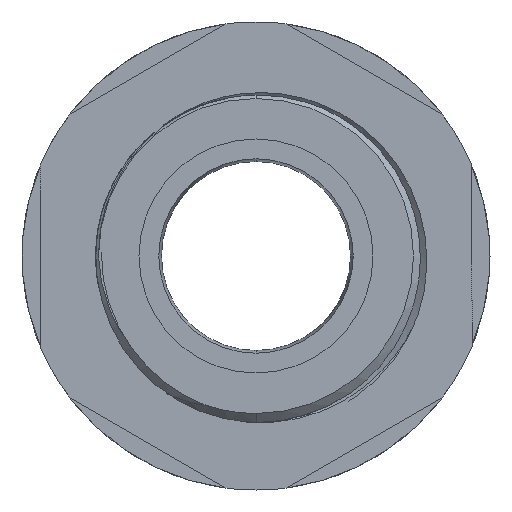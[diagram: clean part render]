
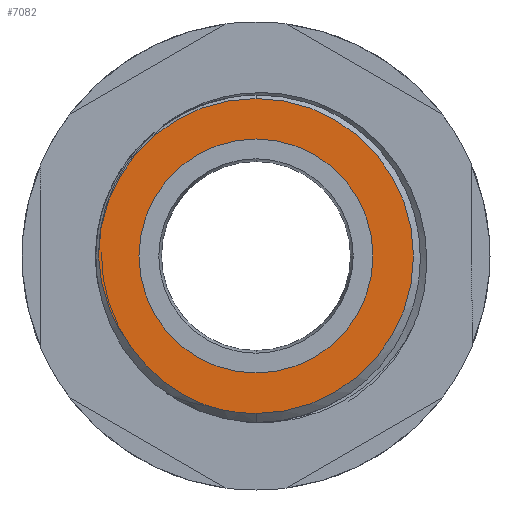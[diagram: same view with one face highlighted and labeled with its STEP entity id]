
A CAD part, front view. The second image highlights one B-rep face of the part: STEP entity #7082.
In plain terms, the highlighted planar face has unit normal (0, -1, 0).
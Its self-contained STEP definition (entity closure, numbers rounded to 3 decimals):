
#127 = CARTESIAN_POINT ( 'NONE',  ( 0., -8., 6.5 ) ) ;
#657 = PLANE ( 'NONE',  #8290 ) ;
#671 = CIRCLE ( 'NONE', #9434, 6.5 ) ;
#730 = CARTESIAN_POINT ( 'NONE',  ( 0., -8., 0. ) ) ;
#739 = EDGE_CURVE ( 'NONE', #5920, #1575, #671, .T. ) ;
#1033 = CARTESIAN_POINT ( 'NONE',  ( -2.6, -8., -8.355 ) ) ;
#1260 = VERTEX_POINT ( 'NONE', #1033 ) ;
#1391 = CARTESIAN_POINT ( 'NONE',  ( -8.519, -8., -1.801 ) ) ;
#1486 = CARTESIAN_POINT ( 'NONE',  ( 0., -8., 0. ) ) ;
#1488 = CARTESIAN_POINT ( 'NONE',  ( -6.372, -8., -5.806 ) ) ;
#1528 = ORIENTED_EDGE ( 'NONE', *, *, #2143, .T. ) ;
#1561 = DIRECTION ( 'NONE',  ( 0., 0., 1. ) ) ;
#1575 = VERTEX_POINT ( 'NONE', #127 ) ;
#1620 = DIRECTION ( 'NONE',  ( 0., -1., 0. ) ) ;
#2143 = EDGE_CURVE ( 'NONE', #6026, #7793, #10094, .T. ) ;
#2152 = ORIENTED_EDGE ( 'NONE', *, *, #7150, .T. ) ;
#2213 = AXIS2_PLACEMENT_3D ( 'NONE', #3552, #3568, #3588 ) ;
#2224 = CARTESIAN_POINT ( 'NONE',  ( -8.088, -8., -3.106 ) ) ;
#2326 = CARTESIAN_POINT ( 'NONE',  ( -5.386, -8., -6.783 ) ) ;
#2575 = CARTESIAN_POINT ( 'NONE',  ( 0., -8., -6.5 ) ) ;
#3041 = CARTESIAN_POINT ( 'NONE',  ( -7.462, -8., -4.317 ) ) ;
#3042 = AXIS2_PLACEMENT_3D ( 'NONE', #730, #6489, #1561 ) ;
#3080 = ORIENTED_EDGE ( 'NONE', *, *, #9558, .T. ) ;
#3137 = CARTESIAN_POINT ( 'NONE',  ( -4.271, -8., -7.584 ) ) ;
#3187 = DIRECTION ( 'NONE',  ( 0., 0., -1. ) ) ;
#3189 = DIRECTION ( 'NONE',  ( 0., -1., 0. ) ) ;
#3193 = CARTESIAN_POINT ( 'NONE',  ( 0., -8., 0. ) ) ;
#3215 = CARTESIAN_POINT ( 'NONE',  ( 0., -8., 0. ) ) ;
#3320 = CARTESIAN_POINT ( 'NONE',  ( -6.925, -8., -5.066 ) ) ;
#3534 = EDGE_CURVE ( 'NONE', #7793, #8595, #9489, .T. ) ;
#3552 = CARTESIAN_POINT ( 'NONE',  ( 0., -8., 0. ) ) ;
#3568 = DIRECTION ( 'NONE',  ( 0., -1., 0. ) ) ;
#3588 = DIRECTION ( 'NONE',  ( 0., 0., 1. ) ) ;
#3712 = CARTESIAN_POINT ( 'NONE',  ( 0., -8., -8.75 ) ) ;
#3850 = CARTESIAN_POINT ( 'NONE',  ( -6.925, -8., -5.066 ) ) ;
#3886 = FACE_OUTER_BOUND ( 'NONE', #8438, .T. ) ;
#3915 = CARTESIAN_POINT ( 'NONE',  ( -6.663, -8., -5.449 ) ) ;
#3939 = DIRECTION ( 'NONE',  ( 0., 0., 1. ) ) ;
#3940 = CARTESIAN_POINT ( 'NONE',  ( -3.034, -8., -8.205 ) ) ;
#4010 = DIRECTION ( 'NONE',  ( 0., 0., -1. ) ) ;
#4247 = ORIENTED_EDGE ( 'NONE', *, *, #8733, .F. ) ;
#4363 = ORIENTED_EDGE ( 'NONE', *, *, #739, .F. ) ;
#4438 = EDGE_CURVE ( 'NONE', #5806, #1260, #5359, .T. ) ;
#4580 = CARTESIAN_POINT ( 'NONE',  ( -8.75, -8., 0.002 ) ) ;
#5249 = CARTESIAN_POINT ( 'NONE',  ( 0., -8., 8.75 ) ) ;
#5359 = B_SPLINE_CURVE_WITH_KNOTS ( 'NONE', 3,
 ( #10169, #3915, #1488, #7214, #2326, #7979, #3137, #8698, #3940, #9448 ),
 .UNSPECIFIED., .F., .F.,
 ( 4, 2, 2, 2, 4 ),
 ( 0., 0.001, 0.003, 0.004, 0.006 ),
 .UNSPECIFIED. ) ;
#5443 = CARTESIAN_POINT ( 'NONE',  ( -8.75, -8., 0.002 ) ) ;
#5571 = EDGE_LOOP ( 'NONE', ( #4363, #4247 ) ) ;
#5639 = AXIS2_PLACEMENT_3D ( 'NONE', #3215, #8764, #4010 ) ;
#5806 = VERTEX_POINT ( 'NONE', #3320 ) ;
#5920 = VERTEX_POINT ( 'NONE', #2575 ) ;
#6026 = VERTEX_POINT ( 'NONE', #3712 ) ;
#6308 = CARTESIAN_POINT ( 'NONE',  ( -8.688, -8., -0.904 ) ) ;
#6489 = DIRECTION ( 'NONE',  ( 0., -1., 0. ) ) ;
#6553 = CARTESIAN_POINT ( 'NONE',  ( 0., -8., 0. ) ) ;
#6989 = ORIENTED_EDGE ( 'NONE', *, *, #4438, .T. ) ;
#7082 = ADVANCED_FACE ( 'NONE', ( #7942, #3886 ), #657, .F. ) ;
#7130 = CARTESIAN_POINT ( 'NONE',  ( -8.397, -8., -2.248 ) ) ;
#7150 = EDGE_CURVE ( 'NONE', #1260, #6026, #7696, .T. ) ;
#7214 = CARTESIAN_POINT ( 'NONE',  ( -5.733, -8., -6.474 ) ) ;
#7287 = ORIENTED_EDGE ( 'NONE', *, *, #3534, .T. ) ;
#7333 = B_SPLINE_CURVE_WITH_KNOTS ( 'NONE', 3,
 ( #5443, #9300, #6308, #1391, #7130, #2224, #7886, #3041, #8621, #3850 ),
 .UNSPECIFIED., .F., .F.,
 ( 4, 2, 2, 2, 4 ),
 ( 0.012, 0.013, 0.015, 0.016, 0.017 ),
 .UNSPECIFIED. ) ;
#7338 = DIRECTION ( 'NONE',  ( 0., 0., 1. ) ) ;
#7696 = CIRCLE ( 'NONE', #7798, 8.75 ) ;
#7793 = VERTEX_POINT ( 'NONE', #5249 ) ;
#7798 = AXIS2_PLACEMENT_3D ( 'NONE', #6553, #1620, #7338 ) ;
#7886 = CARTESIAN_POINT ( 'NONE',  ( -7.901, -8., -3.519 ) ) ;
#7942 = FACE_BOUND ( 'NONE', #5571, .T. ) ;
#7979 = CARTESIAN_POINT ( 'NONE',  ( -4.656, -8., -7.337 ) ) ;
#8290 = AXIS2_PLACEMENT_3D ( 'NONE', #1486, #8697, #3939 ) ;
#8438 = EDGE_LOOP ( 'NONE', ( #2152, #1528, #7287, #3080, #6989 ) ) ;
#8595 = VERTEX_POINT ( 'NONE', #4580 ) ;
#8621 = CARTESIAN_POINT ( 'NONE',  ( -7.208, -8., -4.703 ) ) ;
#8697 = DIRECTION ( 'NONE',  ( 0., 1., 0. ) ) ;
#8698 = CARTESIAN_POINT ( 'NONE',  ( -3.461, -8., -8.018 ) ) ;
#8733 = EDGE_CURVE ( 'NONE', #1575, #5920, #9830, .T. ) ;
#8764 = DIRECTION ( 'NONE',  ( 0., -1., 0. ) ) ;
#9300 = CARTESIAN_POINT ( 'NONE',  ( -8.737, -8., -0.453 ) ) ;
#9434 = AXIS2_PLACEMENT_3D ( 'NONE', #3193, #3189, #3187 ) ;
#9448 = CARTESIAN_POINT ( 'NONE',  ( -2.6, -8., -8.355 ) ) ;
#9489 = CIRCLE ( 'NONE', #3042, 8.75 ) ;
#9558 = EDGE_CURVE ( 'NONE', #8595, #5806, #7333, .T. ) ;
#9830 = CIRCLE ( 'NONE', #5639, 6.5 ) ;
#10094 = CIRCLE ( 'NONE', #2213, 8.75 ) ;
#10169 = CARTESIAN_POINT ( 'NONE',  ( -6.925, -8., -5.066 ) ) ;
